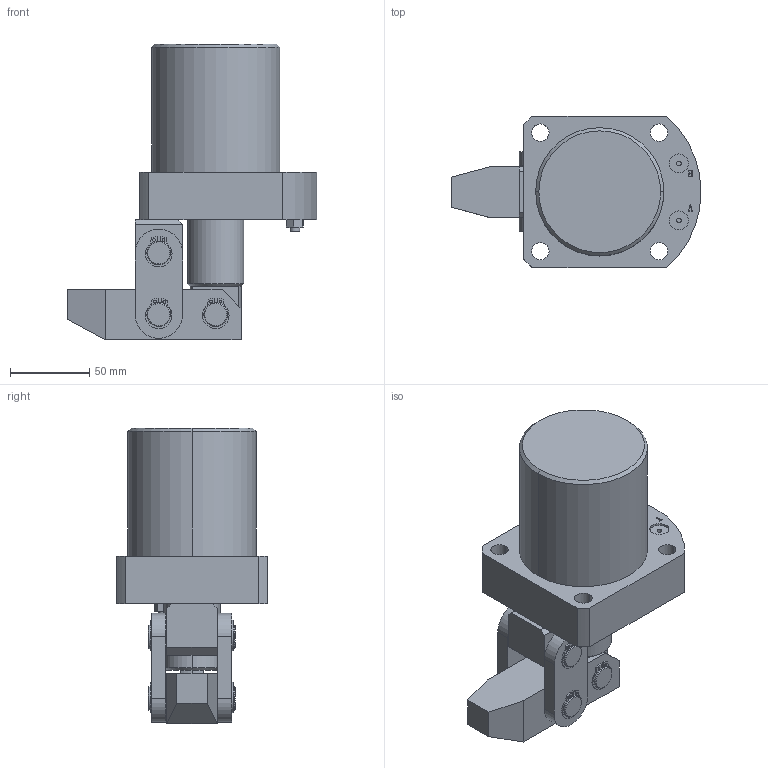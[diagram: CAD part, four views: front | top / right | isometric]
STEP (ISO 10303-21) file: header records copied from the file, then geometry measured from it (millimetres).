
FILE_DESCRIPTION (( 'STEP AP203' ), '1' );
FILE_NAME ('HLC-FCM63.STEP', '2019-10-10T12:04:52', ( '微软用户' ), ( '微软中国' ), 'SwSTEP 2.0', 'SolidWorks 2012', '' );
FILE_SCHEMA (( 'CONFIG_CONTROL_DESIGN' ));
Length unit declared in the file: millimetre
Products named in the file (10): HLC-FCM63; HLC-63盓傅; circlips for shaft--type a large gb_GB_CONNECTING_PIECE_RING_RRA 15; HLC-63酗种; HLC-63揤旋; HLC-63蟀裝; HLC-63活塞杆; HLC-63傻种; M12覃誹概; HLC-FCM63掛极
Assembly tree (16 placements, depth 2):
  HLC-FCM63
    HLC-FCM63掛极
    M12覃誹概
    HLC-63傻种
    HLC-63活塞杆
    HLC-63蟀裝  x2
    HLC-63揤旋
    HLC-63酗种  x2
    circlips for shaft--type a large gb_GB_CONNECTING_PIECE_RING_RRA 15  x6
    HLC-63盓傅
Bounding box: 158 x 96 x 187 mm (x, y, z)
Volume: 791034.6 mm3; surface area: 143298 mm2
Topology: 16 solids, 16 shells, 414 faces, 1007 edges, 658 vertices
Faces by surface type: cylinder 200, plane 167, cone 25, bspline 16, torus 6
Entity records: 10000 total; most frequent: CARTESIAN_POINT 2288, DIRECTION 1390, ORIENTED_EDGE 1284, EDGE_CURVE 642, AXIS2_PLACEMENT_3D 514, VERTEX_POINT 416, LINE 362, VECTOR 362
